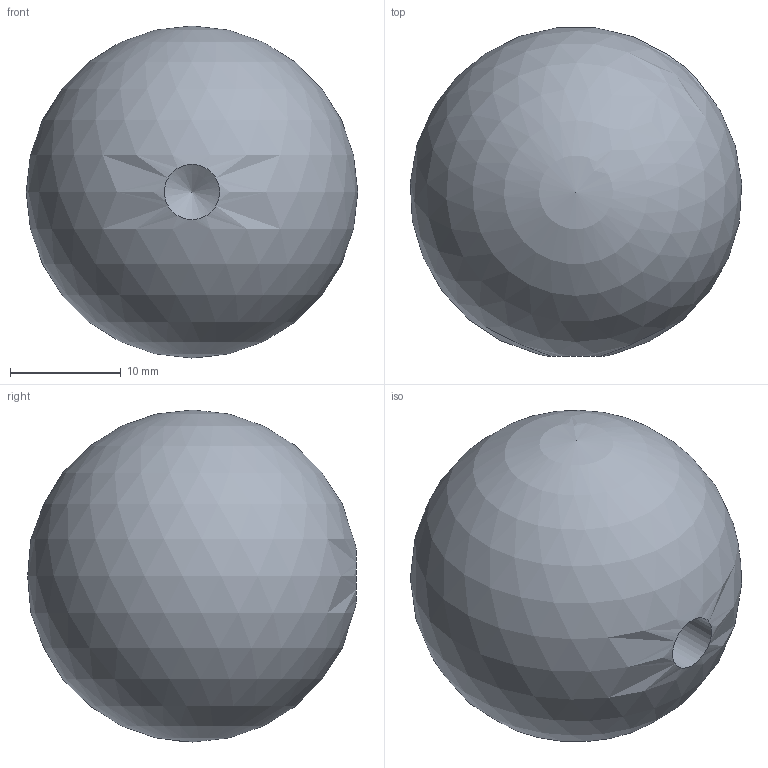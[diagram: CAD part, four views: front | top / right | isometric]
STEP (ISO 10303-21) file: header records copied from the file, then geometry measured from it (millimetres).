
FILE_DESCRIPTION (( 'STEP AP203' ), '1' );
FILE_NAME ('51030-240.step', '2023-09-08T07:10:38', ( '' ), ( '' ), 'SwSTEP 2.0', 'SolidWorks 2018', '' );
FILE_SCHEMA (( 'CONFIG_CONTROL_DESIGN' ));
Length unit declared in the file: millimetre
Products named in the file (1): 51030-240
Bounding box: 29.95 x 29.69 x 30 mm (x, y, z)
Volume: 13795.6 mm3; surface area: 3094.3 mm2
Topology: 1 solids, 1 shells, 3 faces, 9 edges, 6 vertices
Faces by surface type: sphere 1, cone 1, cylinder 1
Full cylindrical faces by diameter (mm): 5 x1
Entity records: 131 total; most frequent: DIRECTION 12, PERSON_AND_ORGANIZATION 8, CARTESIAN_POINT 8, AXIS2_PLACEMENT_3D 6, DATE_AND_TIME 5, COORDINATED_UNIVERSAL_TIME_OFFSET 5, LOCAL_TIME 5, PERSON_AND_ORGANIZATION_ROLE 5
